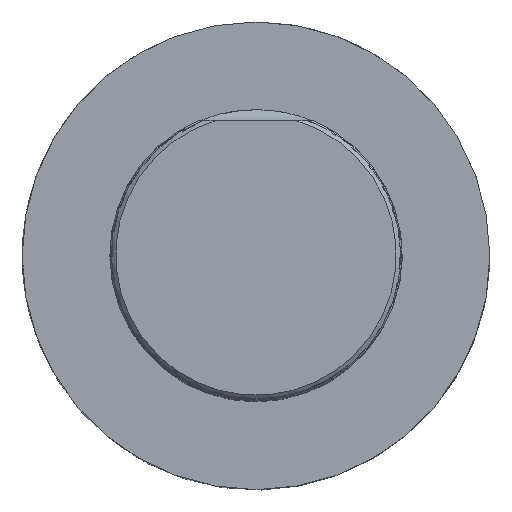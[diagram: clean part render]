
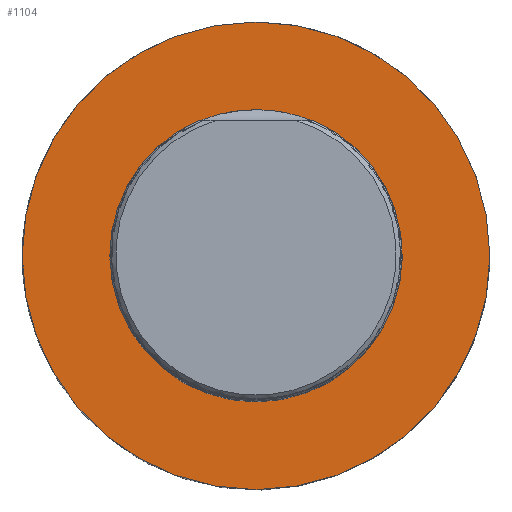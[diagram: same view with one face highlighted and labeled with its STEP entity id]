
A CAD part, top view. The second image highlights one B-rep face of the part: STEP entity #1104.
In plain terms, the highlighted face is planar.
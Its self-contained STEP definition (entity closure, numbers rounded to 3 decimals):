
#210=FACE_BOUND('',#2101,.T.);
#211=FACE_BOUND('',#2102,.T.);
#944=CIRCLE('',#7380,40.);
#945=CIRCLE('',#7384,24.996);
#1104=ADVANCED_FACE('TB_IB_SU_5',(#210,#211),#1512,.T.);
#1512=PLANE('',#7385);
#2101=EDGE_LOOP('',(#2737));
#2102=EDGE_LOOP('',(#2738));
#2737=ORIENTED_EDGE('',*,*,#5365,.T.);
#2738=ORIENTED_EDGE('',*,*,#5372,.T.);
#4680=VERTEX_POINT('',#14895);
#4685=VERTEX_POINT('',#14956);
#5365=EDGE_CURVE('',#4680,#4680,#944,.T.);
#5372=EDGE_CURVE('',#4685,#4685,#945,.T.);
#7380=AXIS2_PLACEMENT_3D('',#14894,#8206,#8207);
#7384=AXIS2_PLACEMENT_3D('',#14955,#8214,#8215);
#7385=AXIS2_PLACEMENT_3D('',#14957,#8216,#8217);
#8206=DIRECTION('',(0.,1.,0.));
#8207=DIRECTION('',(0.,0.,1.));
#8214=DIRECTION('',(0.,-1.,0.));
#8215=DIRECTION('',(1.,0.,0.));
#8216=DIRECTION('',(0.,1.,0.));
#8217=DIRECTION('',(0.,0.,1.));
#14894=CARTESIAN_POINT('',(0.,0.,0.));
#14895=CARTESIAN_POINT('',(0.,0.,40.));
#14955=CARTESIAN_POINT('',(0.,0.,0.));
#14956=CARTESIAN_POINT('',(24.996,0.,0.));
#14957=CARTESIAN_POINT('',(0.,0.,0.));
